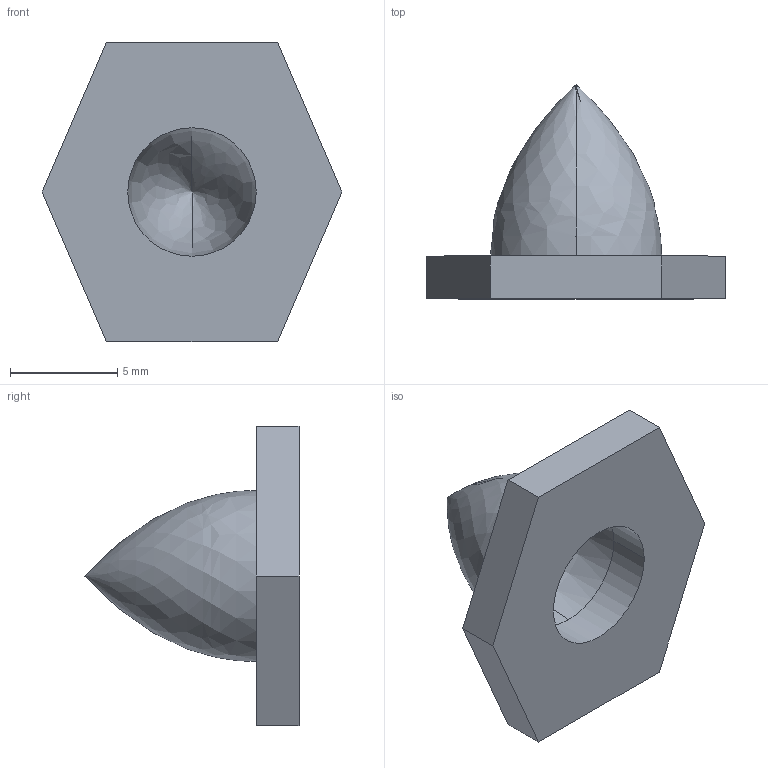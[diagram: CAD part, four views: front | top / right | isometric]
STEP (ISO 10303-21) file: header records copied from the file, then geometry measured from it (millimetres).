
FILE_DESCRIPTION((''),'2;1');
FILE_NAME('MOTORCAP','2019-07-19T10:22:59',('wangtian'),(''),'CREO PARAMETRIC BY PTC INC, 2018050','CREO PARAMETRIC BY PTC INC, 2018050','');
FILE_SCHEMA(('CONFIG_CONTROL_DESIGN'));
Length unit declared in the file: millimetre
Products named in the file (1): MOTORCAP
Bounding box: 14 x 10 x 14 mm (x, y, z)
Volume: 350 mm3; surface area: 616.6 mm2
Topology: 1 solids, 1 shells, 15 faces, 39 edges, 24 vertices
Faces by surface type: plane 9, revolution 4, cylinder 2
Entity records: 493 total; most frequent: CARTESIAN_POINT 104, ORIENTED_EDGE 70, DIRECTION 65, EDGE_CURVE 35, VERTEX_POINT 24, VECTOR 23, LINE 23, AXIS2_PLACEMENT_3D 19
